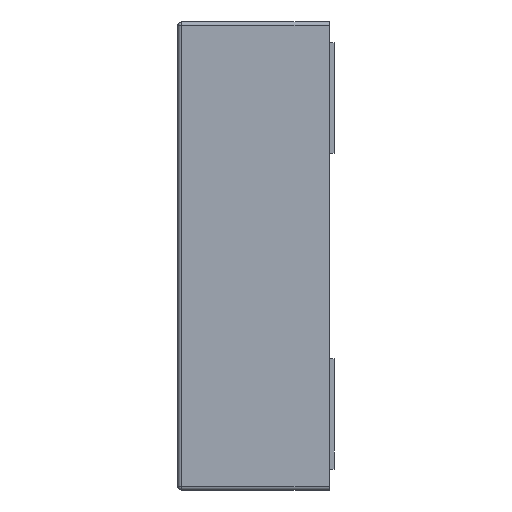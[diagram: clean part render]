
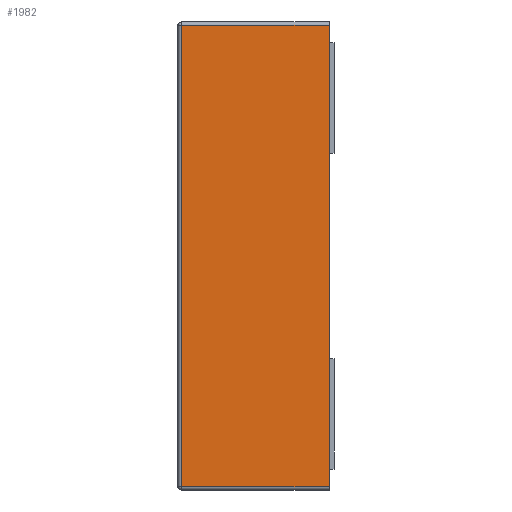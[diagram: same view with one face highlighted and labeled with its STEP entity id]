
A CAD part, left-side view. The second image highlights one B-rep face of the part: STEP entity #1982.
In plain terms, the highlighted planar face has unit normal (-1, 0, 0).
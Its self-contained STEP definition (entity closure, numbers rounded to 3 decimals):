
#85 = CARTESIAN_POINT ( 'NONE',  ( -0.95, 0., 0.85 ) ) ;
#99 = ORIENTED_EDGE ( 'NONE', *, *, #1366, .T. ) ;
#130 = LINE ( 'NONE', #599, #585 ) ;
#133 = CARTESIAN_POINT ( 'NONE',  ( -0.95, 0., -0.837 ) ) ;
#140 = CARTESIAN_POINT ( 'NONE',  ( -0.95, 0.55, -0.837 ) ) ;
#169 = EDGE_CURVE ( 'NONE', #1609, #1159, #130, .T. ) ;
#250 = FACE_OUTER_BOUND ( 'NONE', #997, .T. ) ;
#334 = DIRECTION ( 'NONE',  ( 0., 0., 1. ) ) ;
#438 = VECTOR ( 'NONE', #334, 1000. ) ;
#440 = CARTESIAN_POINT ( 'NONE',  ( -0.95, 0.55, 0.85 ) ) ;
#585 = VECTOR ( 'NONE', #1052, 1000. ) ;
#599 = CARTESIAN_POINT ( 'NONE',  ( -0.95, 0.537, 0.85 ) ) ;
#750 = EDGE_CURVE ( 'NONE', #1547, #1609, #1611, .T. ) ;
#752 = PLANE ( 'NONE',  #1970 ) ;
#838 = ORIENTED_EDGE ( 'NONE', *, *, #1562, .T. ) ;
#862 = ORIENTED_EDGE ( 'NONE', *, *, #169, .T. ) ;
#936 = DIRECTION ( 'NONE',  ( 0., -1., 0. ) ) ;
#997 = EDGE_LOOP ( 'NONE', ( #99, #1209, #862, #838 ) ) ;
#1008 = VERTEX_POINT ( 'NONE', #133 ) ;
#1012 = CARTESIAN_POINT ( 'NONE',  ( -0.95, 0.55, 0.837 ) ) ;
#1052 = DIRECTION ( 'NONE',  ( 0., 0., -1. ) ) ;
#1159 = VERTEX_POINT ( 'NONE', #1894 ) ;
#1209 = ORIENTED_EDGE ( 'NONE', *, *, #750, .T. ) ;
#1213 = DIRECTION ( 'NONE',  ( 1., 0., 0. ) ) ;
#1366 = EDGE_CURVE ( 'NONE', #1008, #1547, #1980, .T. ) ;
#1467 = DIRECTION ( 'NONE',  ( 0., 1., 0. ) ) ;
#1547 = VERTEX_POINT ( 'NONE', #2031 ) ;
#1562 = EDGE_CURVE ( 'NONE', #1159, #1008, #1737, .T. ) ;
#1567 = VECTOR ( 'NONE', #1467, 1000. ) ;
#1609 = VERTEX_POINT ( 'NONE', #1757 ) ;
#1611 = LINE ( 'NONE', #1012, #1567 ) ;
#1670 = VECTOR ( 'NONE', #936, 1000. ) ;
#1698 = DIRECTION ( 'NONE',  ( 0., 0., -1. ) ) ;
#1737 = LINE ( 'NONE', #140, #1670 ) ;
#1757 = CARTESIAN_POINT ( 'NONE',  ( -0.95, 0.537, 0.837 ) ) ;
#1894 = CARTESIAN_POINT ( 'NONE',  ( -0.95, 0.537, -0.837 ) ) ;
#1970 = AXIS2_PLACEMENT_3D ( 'NONE', #440, #1213, #1698 ) ;
#1980 = LINE ( 'NONE', #85, #438 ) ;
#1982 = ADVANCED_FACE ( 'NONE', ( #250 ), #752, .F. ) ;
#2031 = CARTESIAN_POINT ( 'NONE',  ( -0.95, 0., 0.837 ) ) ;
